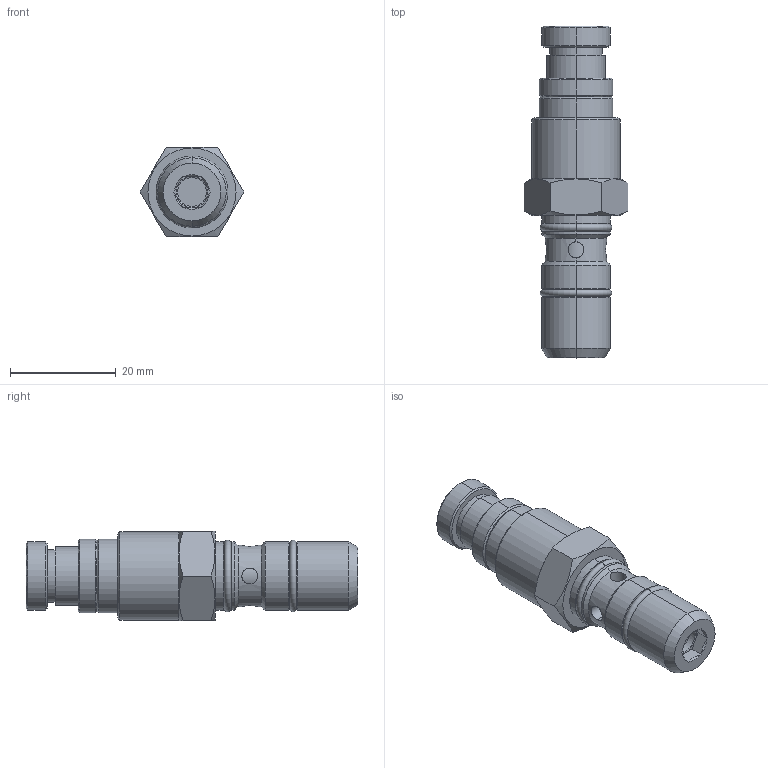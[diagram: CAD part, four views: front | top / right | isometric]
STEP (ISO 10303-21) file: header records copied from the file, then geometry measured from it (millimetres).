
FILE_DESCRIPTION (( 'STEP AP203' ), '1' );
FILE_NAME ('04370002.STEP', '2010-09-17T06:28:49', ( '' ), ( 'sopra-pneumatic' ), 'SwSTEP 2.0', 'SolidWorks 2009', '' );
FILE_SCHEMA (( 'CONFIG_CONTROL_DESIGN' ));
Length unit declared in the file: millimetre
Products named in the file (1): 04370002
Bounding box: 19.63 x 62.9 x 17 mm (x, y, z)
Volume: 9596.9 mm3; surface area: 3822.9 mm2
Topology: 1 solids, 1 shells, 126 faces, 280 edges, 166 vertices
Faces by surface type: cylinder 45, cone 39, plane 34, torus 8
Entity records: 4021 total; most frequent: CARTESIAN_POINT 1174, DIRECTION 594, ORIENTED_EDGE 560, EDGE_CURVE 280, AXIS2_PLACEMENT_3D 232, VERTEX_POINT 166, EDGE_LOOP 136, LINE 130
